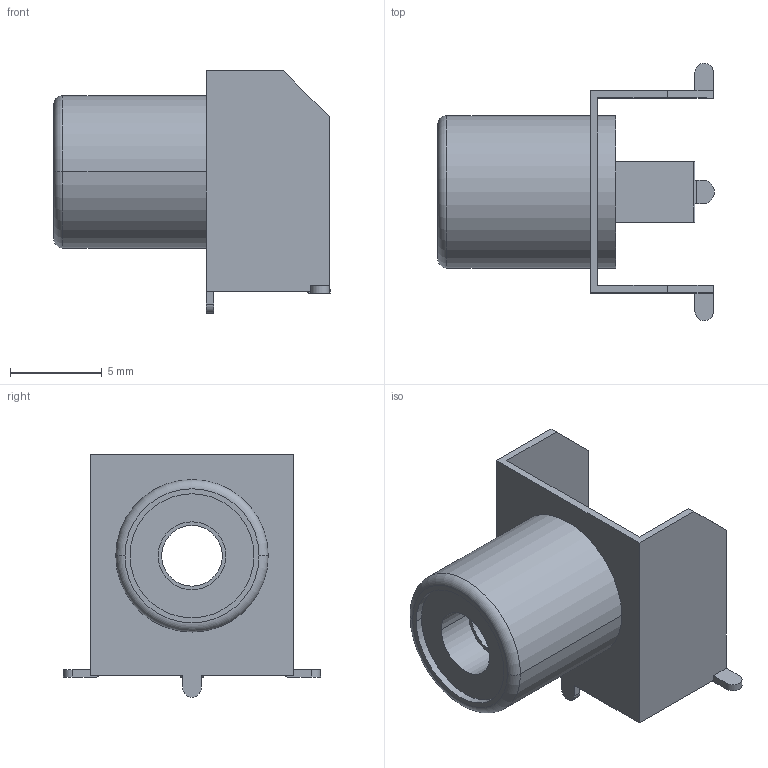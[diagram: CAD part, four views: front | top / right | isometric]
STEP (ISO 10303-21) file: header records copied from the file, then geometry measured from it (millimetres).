
FILE_DESCRIPTION(('FreeCAD Model'),'2;1');
FILE_NAME('CUI_RCJ-014-SMT.step','2021-03-22T20:21:19',( 'kicad StepUp'),('ksu MCAD'),'Open CASCADE STEP processor 7.2', 'FreeCAD','Unknown');
FILE_SCHEMA(('AUTOMOTIVE_DESIGN { 1 0 10303 214 1 1 1 1 }'));
Length unit declared in the file: millimetre
Products named in the file (1): CUI_DEVICES_RCJ_014_SMT004_cp
Bounding box: 15.05 x 14 x 13.2 mm (x, y, z)
Volume: 483.9 mm3; surface area: 1472.1 mm2
Topology: 4 solids, 4 shells, 66 faces, 164 edges, 108 vertices
Faces by surface type: plane 40, cylinder 24, torus 2
Entity records: 2450 total; most frequent: DIRECTION 350, CARTESIAN_POINT 339, ORIENTED_EDGE 328, EDGE_CURVE 164, AXIS2_PLACEMENT_3D 119, LINE 112, VECTOR 112, VERTEX_POINT 108
